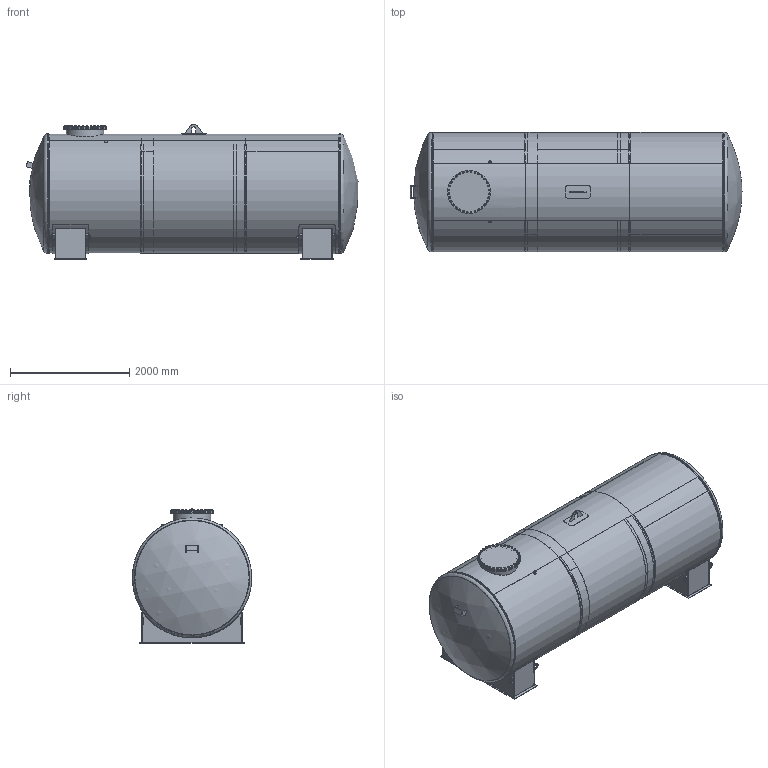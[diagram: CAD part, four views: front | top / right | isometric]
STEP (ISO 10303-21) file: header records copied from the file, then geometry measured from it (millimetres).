
FILE_DESCRIPTION(/* description */ (''),/* implementation_level */ '2;1');
FILE_NAME(/* name */ 'dh3c_cad-101221_202208.stp',/* time_stamp */ '2022-09-05T15:26:10+02:00',/* author */ ('mh'),/* organization */ (''),/* preprocessor_version */ 'ST-DEVELOPER v18.1',/* originating_system */ 'Autodesk Inventor 2022',/* authorisation */ '');
FILE_SCHEMA (('AUTOMOTIVE_DESIGN { 1 0 10303 214 3 1 1 }'));
Length unit declared in the file: millimetre
Products named in the file (1): Bauteil11
Bounding box: 5572.43 x 2006 x 2261 mm (x, y, z)
Surface area: 160261125.5 mm2 (no closed solid volume)
Topology: 0 solids, 137 shells, 1532 faces, 3265 edges, 2076 vertices
Faces by surface type: plane 858, cone 352, cylinder 302, sphere 8, torus 8, bspline 4
Full cylindrical faces by diameter (mm): 13.835 x32, 16 x32, 17 x32, 18 x64, 22.49 x32, 30 x32, 30.291 x2, 39.5 x2, 570 x1, 580 x1, 600 x1, 630 x1, 660 x1, 720 x2, 1988 x6, 2000 x8, 2006 x2
Entity records: 42960 total; most frequent: CARTESIAN_POINT 9358, DIRECTION 6547, ORIENTED_EDGE 6530, EDGE_CURVE 3265, AXIS2_PLACEMENT_3D 2551, VERTEX_POINT 2076, EDGE_LOOP 1867, FACE_OUTER_BOUND 1532
